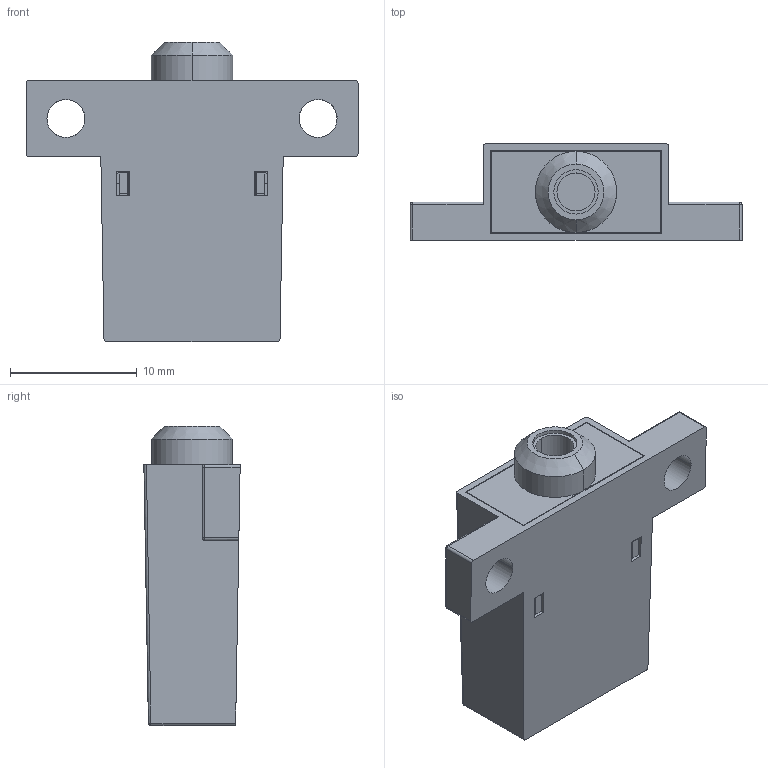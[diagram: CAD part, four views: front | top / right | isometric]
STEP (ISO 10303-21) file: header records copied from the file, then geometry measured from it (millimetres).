
FILE_DESCRIPTION((''),'2;1');
FILE_NAME('EZ-SPY301-302','2020-07-19T',('admin'),(''),'PRO/ENGINEER BY PARAMETRIC TECHNOLOGY CORPORATION, 2008380','PRO/ENGINEER BY PARAMETRIC TECHNOLOGY CORPORATION, 2008380','');
FILE_SCHEMA(('CONFIG_CONTROL_DESIGN'));
Length unit declared in the file: millimetre
Products named in the file (1): EZ-SPY301-302
Bounding box: 26.2 x 7.6 x 23.6 mm (x, y, z)
Volume: 208 mm3; surface area: 2497.5 mm2
Topology: 1 solids, 2 shells, 123 faces, 341 edges, 218 vertices
Faces by surface type: plane 82, cylinder 33, sphere 6, cone 2
Entity records: 3979 total; most frequent: CARTESIAN_POINT 779, ORIENTED_EDGE 670, DIRECTION 627, EDGE_CURVE 335, VECTOR 259, LINE 259, VERTEX_POINT 218, AXIS2_PLACEMENT_3D 184
